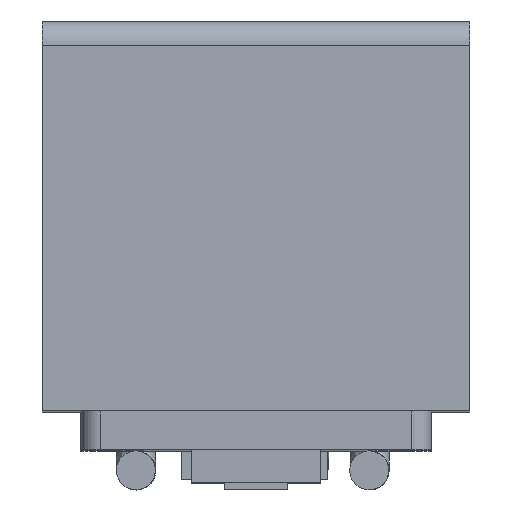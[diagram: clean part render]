
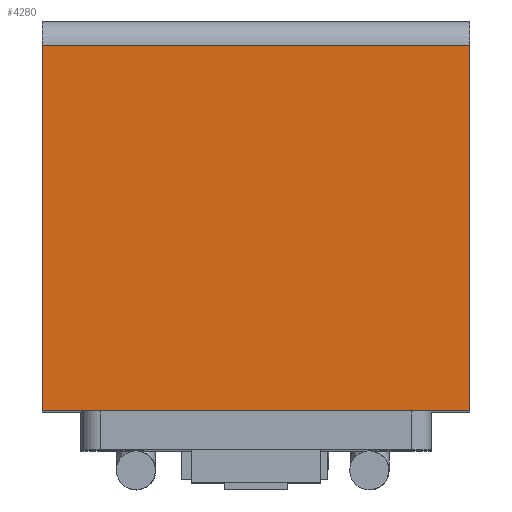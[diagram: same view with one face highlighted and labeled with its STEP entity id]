
A CAD part, top view. The second image highlights one B-rep face of the part: STEP entity #4280.
In plain terms, the highlighted face is planar.
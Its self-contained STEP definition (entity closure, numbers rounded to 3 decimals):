
#559 = VECTOR ( 'NONE', #3244, 1000. ) ;
#748 = AXIS2_PLACEMENT_3D ( 'NONE', #1020, #2674, #6644 ) ;
#935 = CARTESIAN_POINT ( 'NONE',  ( 10., 0., -9.388 ) ) ;
#978 = VECTOR ( 'NONE', #4518, 1000. ) ;
#1020 = CARTESIAN_POINT ( 'NONE',  ( 10., 0., 0.012 ) ) ;
#1065 = VECTOR ( 'NONE', #4253, 1000. ) ;
#1323 = ORIENTED_EDGE ( 'NONE', *, *, #5788, .F. ) ;
#1351 = ORIENTED_EDGE ( 'NONE', *, *, #2501, .T. ) ;
#1409 = VERTEX_POINT ( 'NONE', #5430 ) ;
#1828 = LINE ( 'NONE', #6636, #559 ) ;
#2130 = PLANE ( 'NONE',  #748 ) ;
#2193 = EDGE_CURVE ( 'NONE', #1409, #6200, #2428, .T. ) ;
#2367 = ORIENTED_EDGE ( 'NONE', *, *, #2193, .T. ) ;
#2428 = LINE ( 'NONE', #3389, #978 ) ;
#2438 = EDGE_CURVE ( 'NONE', #6200, #6980, #4019, .T. ) ;
#2501 = EDGE_CURVE ( 'NONE', #6980, #4723, #1828, .T. ) ;
#2517 = CARTESIAN_POINT ( 'NONE',  ( 10., 11., -9.388 ) ) ;
#2585 = LINE ( 'NONE', #4456, #6919 ) ;
#2674 = DIRECTION ( 'NONE',  ( 1., 0., 0. ) ) ;
#3224 = ORIENTED_EDGE ( 'NONE', *, *, #2438, .T. ) ;
#3244 = DIRECTION ( 'NONE',  ( 0., 0., 1. ) ) ;
#3389 = CARTESIAN_POINT ( 'NONE',  ( 10., 0., 0.012 ) ) ;
#4019 = LINE ( 'NONE', #935, #1065 ) ;
#4253 = DIRECTION ( 'NONE',  ( 0., 1., 0. ) ) ;
#4280 = ADVANCED_FACE ( 'NONE', ( #6386 ), #2130, .T. ) ;
#4417 = CARTESIAN_POINT ( 'NONE',  ( 10., 11., 0.012 ) ) ;
#4456 = CARTESIAN_POINT ( 'NONE',  ( 10., 0., 0.012 ) ) ;
#4518 = DIRECTION ( 'NONE',  ( 0., 0., -1. ) ) ;
#4723 = VERTEX_POINT ( 'NONE', #4417 ) ;
#5059 = DIRECTION ( 'NONE',  ( 0., 1., 0. ) ) ;
#5430 = CARTESIAN_POINT ( 'NONE',  ( 10., 0., 0.012 ) ) ;
#5726 = CARTESIAN_POINT ( 'NONE',  ( 10., 0., -9.388 ) ) ;
#5788 = EDGE_CURVE ( 'NONE', #1409, #4723, #2585, .T. ) ;
#6200 = VERTEX_POINT ( 'NONE', #5726 ) ;
#6386 = FACE_OUTER_BOUND ( 'NONE', #7245, .T. ) ;
#6636 = CARTESIAN_POINT ( 'NONE',  ( 10., 11., 0.012 ) ) ;
#6644 = DIRECTION ( 'NONE',  ( 0., 0., -1. ) ) ;
#6919 = VECTOR ( 'NONE', #5059, 1000. ) ;
#6980 = VERTEX_POINT ( 'NONE', #2517 ) ;
#7245 = EDGE_LOOP ( 'NONE', ( #3224, #1351, #1323, #2367 ) ) ;
